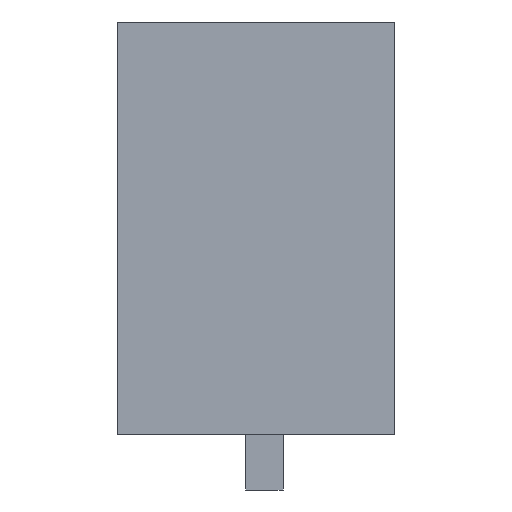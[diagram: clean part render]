
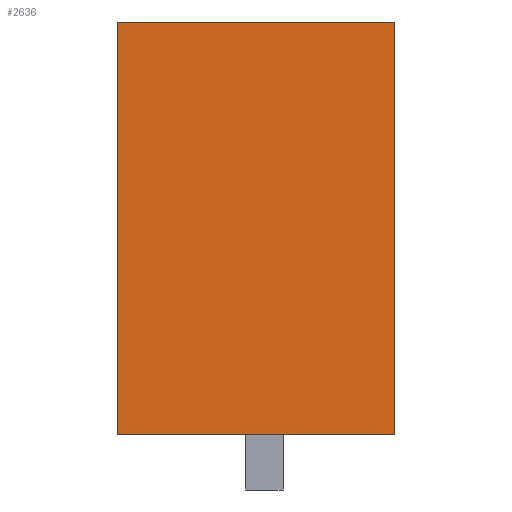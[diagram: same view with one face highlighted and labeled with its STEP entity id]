
A CAD part, left-side view. The second image highlights one B-rep face of the part: STEP entity #2636.
In plain terms, the highlighted planar face has unit normal (-1, 0, 0).
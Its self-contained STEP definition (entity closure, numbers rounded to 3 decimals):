
#2616=AXIS2_PLACEMENT_3D('Plane Axis2P3D',#2613,#2614,#2615) ;
#276=CARTESIAN_POINT('Vertex',(0.,7.45,1.5)) ;
#279=CARTESIAN_POINT('Line Origine',(0.,7.45,7.025)) ;
#283=CARTESIAN_POINT('Vertex',(0.,7.45,12.55)) ;
#2597=CARTESIAN_POINT('Vertex',(0.,0.,1.5)) ;
#2600=CARTESIAN_POINT('Line Origine',(0.,3.725,1.5)) ;
#2613=CARTESIAN_POINT('Axis2P3D Location',(0.,7.45,0.1)) ;
#2618=CARTESIAN_POINT('Line Origine',(0.,0.,7.025)) ;
#2622=CARTESIAN_POINT('Vertex',(0.,0.,12.55)) ;
#2625=CARTESIAN_POINT('Line Origine',(0.,3.725,12.55)) ;
#280=DIRECTION('Vector Direction',(0.,0.,1.)) ;
#2601=DIRECTION('Vector Direction',(0.,1.,0.)) ;
#2614=DIRECTION('Axis2P3D Direction',(1.,0.,0.)) ;
#2615=DIRECTION('Axis2P3D XDirection',(0.,0.,-1.)) ;
#2619=DIRECTION('Vector Direction',(0.,0.,-1.)) ;
#2626=DIRECTION('Vector Direction',(0.,-1.,0.)) ;
#281=VECTOR('Line Direction',#280,1.) ;
#2602=VECTOR('Line Direction',#2601,1.) ;
#2620=VECTOR('Line Direction',#2619,1.) ;
#2627=VECTOR('Line Direction',#2626,1.) ;
#2631=ORIENTED_EDGE('',*,*,#2604,.F.) ;
#2632=ORIENTED_EDGE('',*,*,#2624,.F.) ;
#2633=ORIENTED_EDGE('',*,*,#2629,.F.) ;
#2634=ORIENTED_EDGE('',*,*,#285,.F.) ;
#2636=ADVANCED_FACE('HOUSING',(#2635),#2617,.F.) ;
#285=EDGE_CURVE('',#277,#284,#282,.T.) ;
#2604=EDGE_CURVE('',#2598,#277,#2603,.T.) ;
#2624=EDGE_CURVE('',#2623,#2598,#2621,.T.) ;
#2629=EDGE_CURVE('',#284,#2623,#2628,.T.) ;
#2630=EDGE_LOOP('',(#2631,#2632,#2633,#2634)) ;
#2635=FACE_OUTER_BOUND('',#2630,.T.) ;
#282=LINE('Line',#279,#281) ;
#2603=LINE('Line',#2600,#2602) ;
#2621=LINE('Line',#2618,#2620) ;
#2628=LINE('Line',#2625,#2627) ;
#2617=PLANE('',#2616) ;
#277=VERTEX_POINT('',#276) ;
#284=VERTEX_POINT('',#283) ;
#2598=VERTEX_POINT('',#2597) ;
#2623=VERTEX_POINT('',#2622) ;
